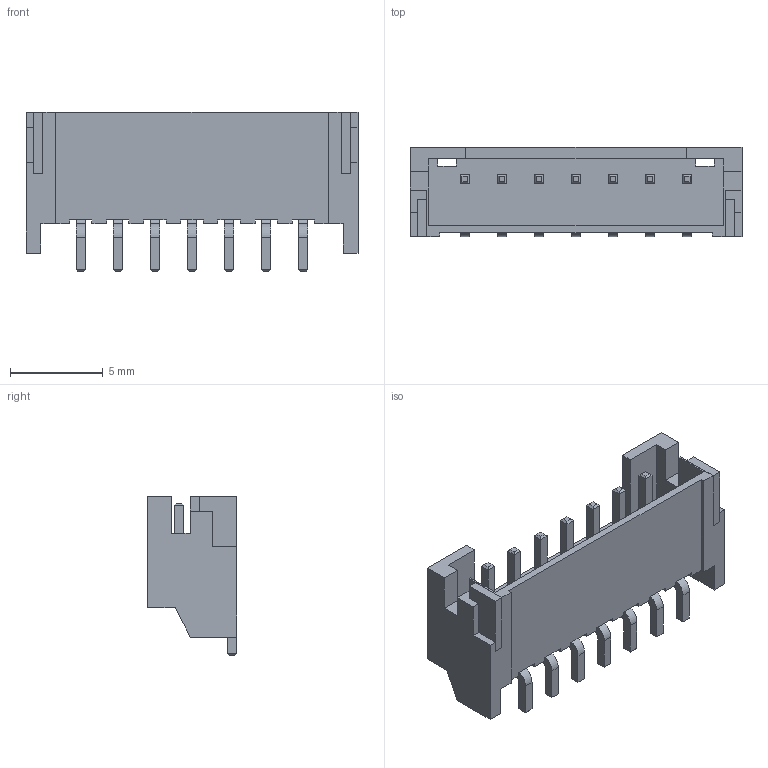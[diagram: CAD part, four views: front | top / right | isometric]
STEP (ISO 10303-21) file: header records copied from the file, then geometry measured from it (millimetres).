
FILE_DESCRIPTION(/* description */ (''),/* implementation_level */ '2;1');
FILE_NAME(/* name */ 'S7B-PH-SM4-TB.stp',/* time_stamp */ '2017-03-17T14:28:14+09:00',/* author */ (''),/* organization */ (''),/* preprocessor_version */ 'ST-DEVELOPER v16.5',/* originating_system */ 'Autodesk Translation Framework v5.2.0.2920',/* authorisation */ '');
FILE_SCHEMA (('AUTOMOTIVE_DESIGN { 1 0 10303 214 3 1 1 }'));
Length unit declared in the file: millimetre
Products named in the file (1): S3B-PH-SM4-TB v8
Bounding box: 17.9 x 4.8 x 8.6 mm (x, y, z)
Volume: 166.4 mm3; surface area: 786.9 mm2
Topology: 10 solids, 10 shells, 276 faces, 724 edges, 464 vertices
Faces by surface type: plane 248, cylinder 28
Entity records: 8359 total; most frequent: CARTESIAN_POINT 1465, ORIENTED_EDGE 1448, DIRECTION 1334, EDGE_CURVE 724, LINE 668, VECTOR 668, VERTEX_POINT 464, AXIS2_PLACEMENT_3D 333
